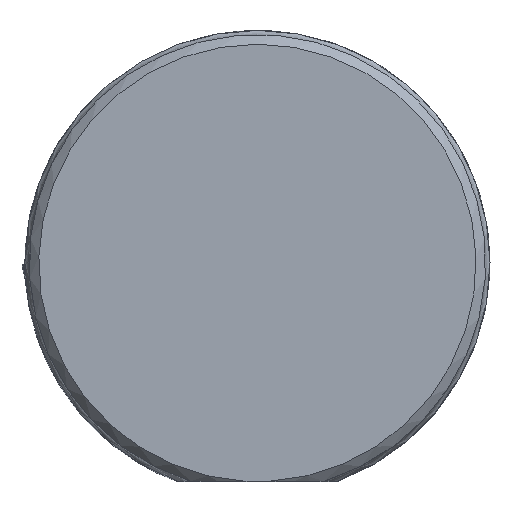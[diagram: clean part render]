
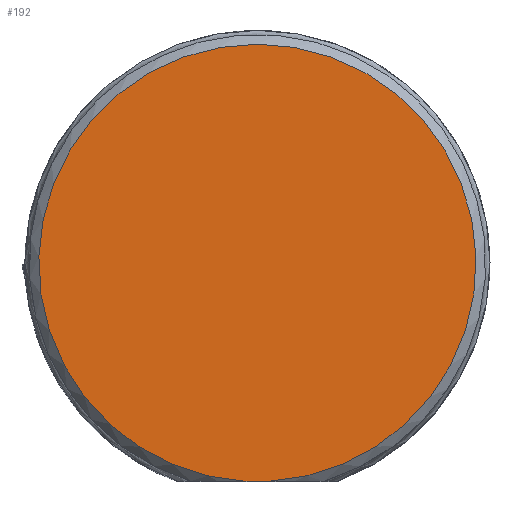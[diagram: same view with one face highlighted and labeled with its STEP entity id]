
A CAD part, top view. The second image highlights one B-rep face of the part: STEP entity #192.
In plain terms, the highlighted planar face has unit normal (0, 0, 1).
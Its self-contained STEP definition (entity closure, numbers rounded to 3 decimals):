
#143=PLANE('',#1941);
#192=ADVANCED_FACE('',(#323),#143,.F.);
#323=FACE_OUTER_BOUND('',#424,.T.);
#424=EDGE_LOOP('',(#993,#994));
#518=CIRCLE('',#1940,15.325);
#656=LINE('',#2760,#763);
#763=VECTOR('',#2154,1.);
#993=ORIENTED_EDGE('',*,*,#1615,.F.);
#994=ORIENTED_EDGE('',*,*,#1633,.F.);
#1433=VERTEX_POINT('',#2759);
#1434=VERTEX_POINT('',#2761);
#1615=EDGE_CURVE('',#1433,#1434,#656,.T.);
#1633=EDGE_CURVE('',#1434,#1433,#518,.T.);
#1940=AXIS2_PLACEMENT_3D('',#2811,#2189,#2190);
#1941=AXIS2_PLACEMENT_3D('',#2812,#2191,#2192);
#2154=DIRECTION('',(-1.,0.,0.));
#2189=DIRECTION('',(0.,0.,-1.));
#2190=DIRECTION('',(-1.,0.,0.));
#2191=DIRECTION('',(0.,0.,-1.));
#2192=DIRECTION('',(-1.,0.,0.));
#2759=CARTESIAN_POINT('',(0.875,-15.3,0.));
#2760=CARTESIAN_POINT('',(0.,-15.3,0.));
#2761=CARTESIAN_POINT('',(-0.875,-15.3,0.));
#2811=CARTESIAN_POINT('',(0.,0.,0.));
#2812=CARTESIAN_POINT('',(0.,0.,0.));
